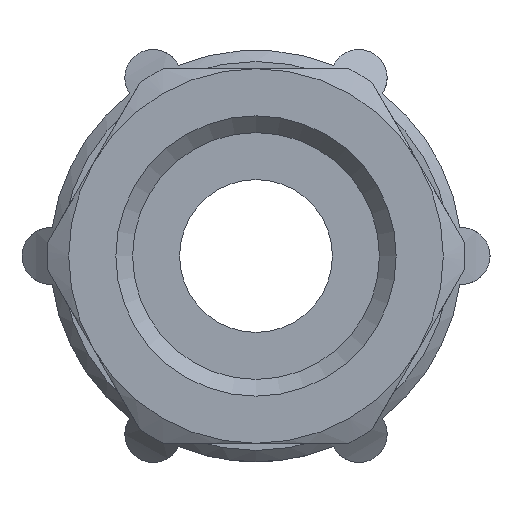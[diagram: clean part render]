
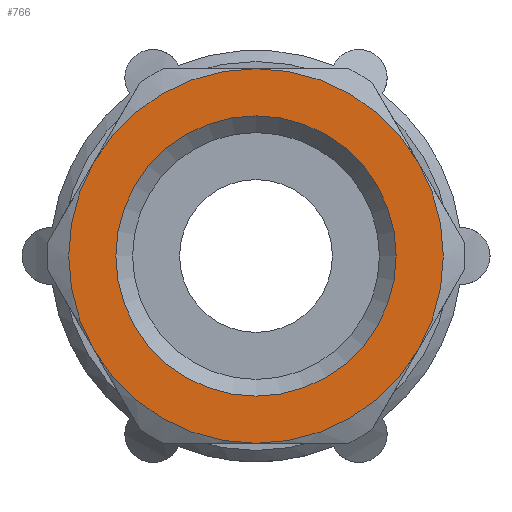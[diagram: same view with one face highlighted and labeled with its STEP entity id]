
A CAD part, left-side view. The second image highlights one B-rep face of the part: STEP entity #766.
In plain terms, the highlighted planar face has unit normal (-1, 0, 0).
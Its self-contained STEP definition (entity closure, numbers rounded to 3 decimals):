
#21=PLANE('',#862);
#133=CIRCLE('',#853,6.5);
#134=CIRCLE('',#855,6.5);
#135=CIRCLE('',#857,6.5);
#136=CIRCLE('',#859,6.5);
#137=CIRCLE('',#861,6.5);
#138=CIRCLE('',#863,4.864);
#139=CIRCLE('',#864,6.5);
#227=ORIENTED_EDGE('',*,*,#434,.T.);
#228=ORIENTED_EDGE('',*,*,#435,.F.);
#229=ORIENTED_EDGE('',*,*,#424,.F.);
#230=ORIENTED_EDGE('',*,*,#427,.F.);
#231=ORIENTED_EDGE('',*,*,#430,.F.);
#232=ORIENTED_EDGE('',*,*,#432,.F.);
#233=ORIENTED_EDGE('',*,*,#421,.F.);
#421=EDGE_CURVE('',#526,#525,#133,.T.);
#424=EDGE_CURVE('',#528,#527,#134,.T.);
#427=EDGE_CURVE('',#529,#528,#135,.T.);
#430=EDGE_CURVE('',#530,#529,#136,.T.);
#432=EDGE_CURVE('',#525,#530,#137,.T.);
#434=EDGE_CURVE('',#531,#531,#138,.T.);
#435=EDGE_CURVE('',#527,#526,#139,.T.);
#525=VERTEX_POINT('',#1366);
#526=VERTEX_POINT('',#1371);
#527=VERTEX_POINT('',#1378);
#528=VERTEX_POINT('',#1383);
#529=VERTEX_POINT('',#1394);
#530=VERTEX_POINT('',#1405);
#531=VERTEX_POINT('',#1419);
#599=EDGE_LOOP('',(#227));
#600=EDGE_LOOP('',(#228,#229,#230,#231,#232,#233));
#677=FACE_BOUND('',#599,.T.);
#678=FACE_BOUND('',#600,.T.);
#766=ADVANCED_FACE('',(#677,#678),#21,.T.);
#853=AXIS2_PLACEMENT_3D('',#1372,#1003,#1004);
#855=AXIS2_PLACEMENT_3D('',#1384,#1007,#1008);
#857=AXIS2_PLACEMENT_3D('',#1395,#1011,#1012);
#859=AXIS2_PLACEMENT_3D('',#1406,#1015,#1016);
#861=AXIS2_PLACEMENT_3D('',#1412,#1019,#1020);
#862=AXIS2_PLACEMENT_3D('',#1417,#1021,#1022);
#863=AXIS2_PLACEMENT_3D('',#1418,#1023,#1024);
#864=AXIS2_PLACEMENT_3D('',#1420,#1025,#1026);
#1003=DIRECTION('',(1.,0.,0.));
#1004=DIRECTION('',(0.,0.,-1.));
#1007=DIRECTION('',(1.,0.,0.));
#1008=DIRECTION('',(0.,0.,-1.));
#1011=DIRECTION('',(1.,0.,0.));
#1012=DIRECTION('',(0.,0.,-1.));
#1015=DIRECTION('',(1.,0.,0.));
#1016=DIRECTION('',(0.,0.,-1.));
#1019=DIRECTION('',(1.,0.,0.));
#1020=DIRECTION('',(0.,0.,-1.));
#1021=DIRECTION('',(-1.,0.,0.));
#1022=DIRECTION('',(0.,0.,1.));
#1023=DIRECTION('',(1.,0.,0.));
#1024=DIRECTION('',(0.,0.,-1.));
#1025=DIRECTION('',(1.,0.,0.));
#1026=DIRECTION('',(0.,0.,-1.));
#1366=CARTESIAN_POINT('',(0.,0.,6.5));
#1371=CARTESIAN_POINT('',(0.,5.629,3.25));
#1372=CARTESIAN_POINT('',(0.,0.,0.));
#1378=CARTESIAN_POINT('',(0.,5.629,-3.25));
#1383=CARTESIAN_POINT('',(0.,0.,-6.5));
#1384=CARTESIAN_POINT('',(0.,0.,0.));
#1394=CARTESIAN_POINT('',(0.,-5.629,-3.25));
#1395=CARTESIAN_POINT('',(0.,0.,0.));
#1405=CARTESIAN_POINT('',(0.,-5.629,3.25));
#1406=CARTESIAN_POINT('',(0.,0.,0.));
#1412=CARTESIAN_POINT('',(0.,0.,0.));
#1417=CARTESIAN_POINT('',(0.,6.5,0.));
#1418=CARTESIAN_POINT('',(0.,0.,0.));
#1419=CARTESIAN_POINT('',(0.,0.,-4.864));
#1420=CARTESIAN_POINT('',(0.,0.,0.));
